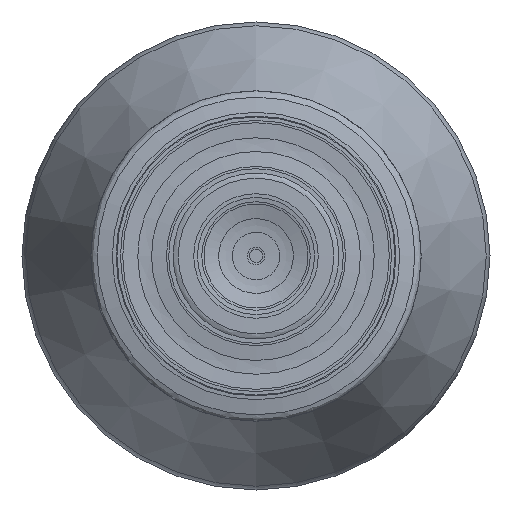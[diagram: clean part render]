
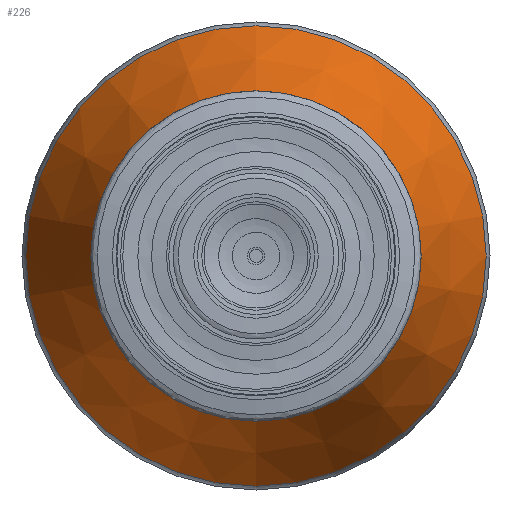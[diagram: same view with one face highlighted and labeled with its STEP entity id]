
A CAD part, left-side view. The second image highlights one B-rep face of the part: STEP entity #226.
In plain terms, the highlighted conical face has half-angle 24.624 degrees and reference radius 16.727 mm.
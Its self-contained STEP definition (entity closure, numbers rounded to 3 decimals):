
#204=CONICAL_SURFACE('',#892,16.727,24.624);
#226=ADVANCED_FACE('',(#313,#314),#204,.T.);
#313=FACE_BOUND('',#438,.T.);
#314=FACE_BOUND('',#439,.T.);
#438=EDGE_LOOP('',(#566));
#439=EDGE_LOOP('',(#567));
#566=ORIENTED_EDGE('',*,*,#744,.T.);
#567=ORIENTED_EDGE('',*,*,#743,.F.);
#679=VERTEX_POINT('',#1242);
#680=VERTEX_POINT('',#1245);
#743=EDGE_CURVE('',#679,#679,#807,.T.);
#744=EDGE_CURVE('',#680,#680,#808,.T.);
#807=CIRCLE('',#889,16.727);
#808=CIRCLE('',#891,11.955);
#889=AXIS2_PLACEMENT_3D('',#1241,#1009,#1010);
#891=AXIS2_PLACEMENT_3D('',#1244,#1013,#1014);
#892=AXIS2_PLACEMENT_3D('',#1246,#1015,#1016);
#1009=DIRECTION('',(1.,0.,0.));
#1010=DIRECTION('',(0.,0.,1.));
#1013=DIRECTION('',(1.,0.,0.));
#1014=DIRECTION('',(0.,0.,1.));
#1015=DIRECTION('',(1.,0.,0.));
#1016=DIRECTION('',(0.,0.,-1.));
#1241=CARTESIAN_POINT('',(136.405,0.,0.));
#1242=CARTESIAN_POINT('',(136.405,0.,16.727));
#1244=CARTESIAN_POINT('',(125.992,0.,0.));
#1245=CARTESIAN_POINT('',(125.992,0.,11.955));
#1246=CARTESIAN_POINT('',(136.405,0.,0.));
